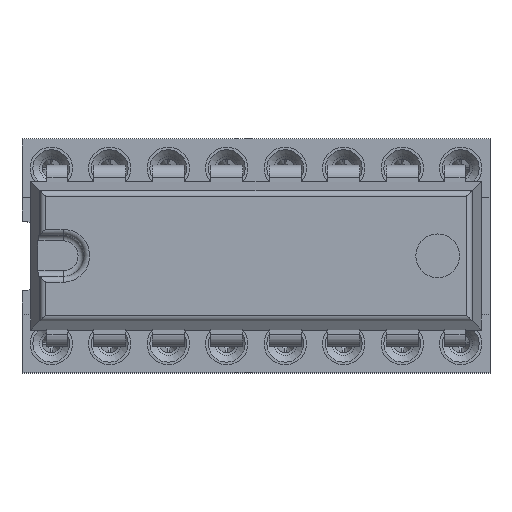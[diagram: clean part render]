
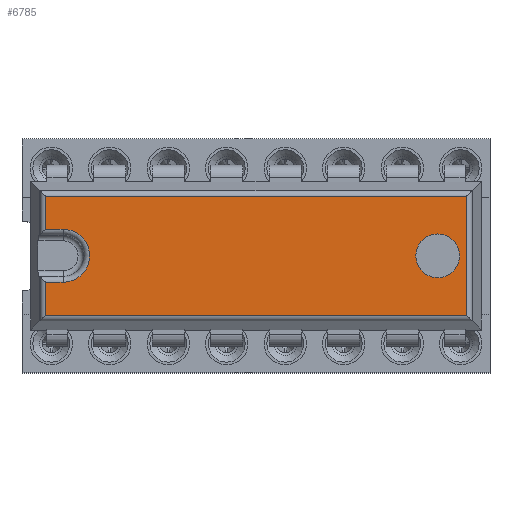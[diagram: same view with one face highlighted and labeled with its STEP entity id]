
A CAD part, top view. The second image highlights one B-rep face of the part: STEP entity #6785.
In plain terms, the highlighted planar face has unit normal (0, 0, 1).
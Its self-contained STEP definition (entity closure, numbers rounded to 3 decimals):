
#6785=ADVANCED_FACE('',(#14358,#14360),#14362,.T.);
#14358=FACE_BOUND('',#14359,.T.);
#14359=EDGE_LOOP('',(#18661,#18662,#18663,#18664,#18665,#18666,#18667,#18668));
#14360=FACE_BOUND('',#14361,.T.);
#14361=EDGE_LOOP('',(#18669));
#14362=PLANE('',#14363);
#14363=AXIS2_PLACEMENT_3D('',#14364,#14365,#14366);
#14364=CARTESIAN_POINT('',(0.,0.,3.9));
#14365=DIRECTION('',(0.,0.,1.));
#14366=DIRECTION('',(1.,0.,0.));
#18661=ORIENTED_EDGE('',*,*,#21239,.T.);
#18662=ORIENTED_EDGE('',*,*,#21247,.T.);
#18663=ORIENTED_EDGE('',*,*,#21245,.T.);
#18664=ORIENTED_EDGE('',*,*,#21244,.T.);
#18665=ORIENTED_EDGE('',*,*,#21230,.T.);
#18666=ORIENTED_EDGE('',*,*,#21228,.T.);
#18667=ORIENTED_EDGE('',*,*,#21226,.T.);
#18668=ORIENTED_EDGE('',*,*,#21242,.T.);
#18669=ORIENTED_EDGE('',*,*,#21248,.T.);
#21226=EDGE_CURVE('',#23987,#23985,#23988,.T.);
#21228=EDGE_CURVE('',#23990,#23987,#23991,.T.);
#21230=EDGE_CURVE('',#23993,#23990,#23994,.T.);
#21239=EDGE_CURVE('',#24007,#24008,#24009,.F.);
#21242=EDGE_CURVE('',#23985,#24007,#24012,.T.);
#21244=EDGE_CURVE('',#24013,#23993,#24015,.T.);
#21245=EDGE_CURVE('',#24016,#24013,#24017,.F.);
#21247=EDGE_CURVE('',#24008,#24016,#24019,.F.);
#21248=EDGE_CURVE('',#24020,#24020,#24021,.F.);
#23985=VERTEX_POINT('',#32661);
#23987=VERTEX_POINT('',#32666);
#23988=LINE('',#32667,#32668);
#23990=VERTEX_POINT('',#32674);
#23991=LINE('',#32675,#32676);
#23993=VERTEX_POINT('',#32682);
#23994=LINE('',#32683,#32684);
#24007=VERTEX_POINT('',#32718);
#24008=VERTEX_POINT('',#32719);
#24009=LINE('',#32720,#32721);
#24012=LINE('',#32731,#32732);
#24013=VERTEX_POINT('',#32734);
#24015=LINE('',#32739,#32740);
#24016=VERTEX_POINT('',#32742);
#24017=LINE('',#32743,#32744);
#24019=CIRCLE('',#32750,1.15);
#24020=VERTEX_POINT('',#32754);
#24021=CIRCLE('',#32755,0.95);
#32661=CARTESIAN_POINT('',(-0.251,6.396,3.9));
#32666=CARTESIAN_POINT('',(18.031,6.396,3.9));
#32667=CARTESIAN_POINT('',(18.031,6.396,3.9));
#32668=VECTOR('',#32669,1.);
#32669=DIRECTION('',(-1.,0.,0.));
#32674=CARTESIAN_POINT('',(18.031,1.224,3.9));
#32675=CARTESIAN_POINT('',(18.031,1.224,3.9));
#32676=VECTOR('',#32677,1.);
#32677=DIRECTION('',(0.,1.,0.));
#32682=CARTESIAN_POINT('',(-0.251,1.224,3.9));
#32683=CARTESIAN_POINT('',(-0.251,1.224,3.9));
#32684=VECTOR('',#32685,1.);
#32685=DIRECTION('',(1.,0.,0.));
#32718=CARTESIAN_POINT('',(-0.251,4.96,3.9));
#32719=CARTESIAN_POINT('',(0.515,4.96,3.9));
#32720=CARTESIAN_POINT('',(0.515,4.96,3.9));
#32721=VECTOR('',#32722,1.);
#32722=DIRECTION('',(-1.,0.,0.));
#32731=CARTESIAN_POINT('',(-0.251,6.396,3.9));
#32732=VECTOR('',#32733,1.);
#32733=DIRECTION('',(0.,-1.,0.));
#32734=CARTESIAN_POINT('',(-0.251,2.66,3.9));
#32739=CARTESIAN_POINT('',(-0.251,2.66,3.9));
#32740=VECTOR('',#32741,1.);
#32741=DIRECTION('',(0.,-1.,0.));
#32742=CARTESIAN_POINT('',(0.515,2.66,3.9));
#32743=CARTESIAN_POINT('',(-0.251,2.66,3.9));
#32744=VECTOR('',#32745,1.);
#32745=DIRECTION('',(1.,0.,0.));
#32750=AXIS2_PLACEMENT_3D('',#32751,#32752,#32753);
#32751=CARTESIAN_POINT('',(0.515,3.81,3.9));
#32752=DIRECTION('',(-0.,0.,1.));
#32753=DIRECTION('',(0.,-1.,0.));
#32754=CARTESIAN_POINT('',(17.73,3.81,3.9));
#32755=AXIS2_PLACEMENT_3D('',#32756,#32757,#32758);
#32756=CARTESIAN_POINT('',(16.78,3.81,3.9));
#32757=DIRECTION('',(0.,0.,1.));
#32758=DIRECTION('',(1.,0.,0.));
